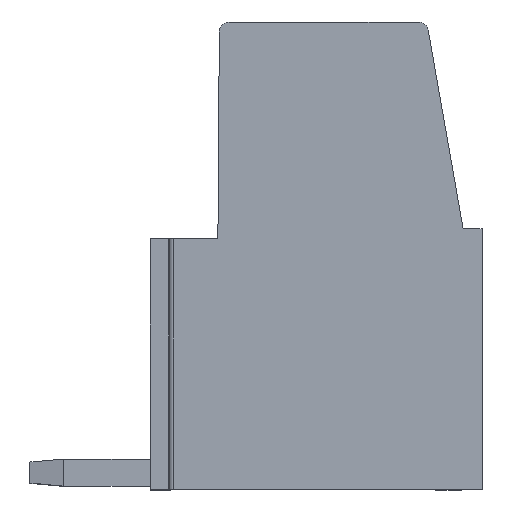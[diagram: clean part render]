
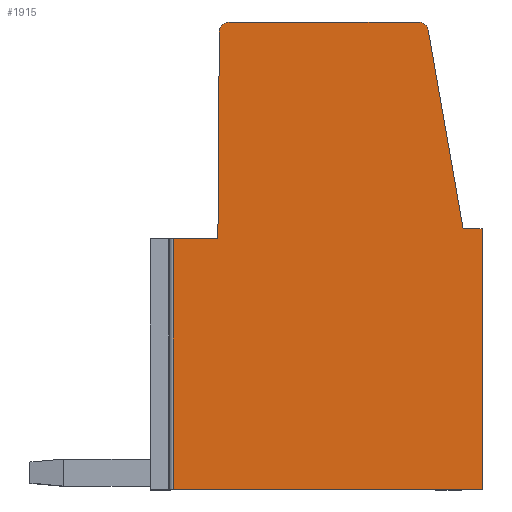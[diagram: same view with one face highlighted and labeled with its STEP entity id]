
A CAD part, top view. The second image highlights one B-rep face of the part: STEP entity #1915.
In plain terms, the highlighted planar face has unit normal (0, 0, 1).
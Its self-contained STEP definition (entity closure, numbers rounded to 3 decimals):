
#427=DIRECTION('',(0.,1.,0.));
#428=VECTOR('',#427,7.4);
#429=CARTESIAN_POINT('',(-4.225,-7.4,2.5));
#430=LINE('',#429,#428);
#431=DIRECTION('',(-1.,0.,0.));
#432=VECTOR('',#431,1.325);
#433=CARTESIAN_POINT('',(-2.9,0.,2.5));
#434=LINE('',#433,#432);
#435=DIRECTION('',(-0.007,-1.,0.));
#436=VECTOR('',#435,6.1);
#437=CARTESIAN_POINT('',(-2.859,6.1,2.5));
#438=LINE('',#437,#436);
#439=CARTESIAN_POINT('',(-2.557,6.098,2.5));
#440=DIRECTION('',(0.,0.,1.));
#441=DIRECTION('',(0.,1.,0.));
#442=AXIS2_PLACEMENT_3D('',#439,#440,#441);
#444=DIRECTION('',(-1.,0.,0.));
#445=VECTOR('',#444,5.57);
#446=CARTESIAN_POINT('',(3.013,6.4,2.5));
#447=LINE('',#446,#445);
#448=CARTESIAN_POINT('',(3.013,6.098,2.5));
#449=DIRECTION('',(0.,0.,1.));
#450=DIRECTION('',(0.985,0.173,0.));
#451=AXIS2_PLACEMENT_3D('',#448,#449,#450);
#453=DIRECTION('',(-0.173,0.985,0.));
#454=VECTOR('',#453,5.94);
#455=CARTESIAN_POINT('',(4.34,0.3,2.5));
#456=LINE('',#455,#454);
#457=DIRECTION('',(-1.,0.,0.));
#458=VECTOR('',#457,0.56);
#459=CARTESIAN_POINT('',(4.9,0.3,2.5));
#460=LINE('',#459,#458);
#461=DIRECTION('',(0.,1.,0.));
#462=VECTOR('',#461,7.7);
#463=CARTESIAN_POINT('',(4.9,-7.4,2.5));
#464=LINE('',#463,#462);
#465=DIRECTION('',(1.,0.,0.));
#466=VECTOR('',#465,9.125);
#467=CARTESIAN_POINT('',(-4.225,-7.4,2.5));
#468=LINE('',#467,#466);
#1073=CARTESIAN_POINT('',(4.9,-7.4,2.5));
#1074=CARTESIAN_POINT('',(4.9,0.3,2.5));
#1075=VERTEX_POINT('',#1073);
#1076=VERTEX_POINT('',#1074);
#1077=CARTESIAN_POINT('',(4.34,0.3,2.5));
#1078=VERTEX_POINT('',#1077);
#1079=CARTESIAN_POINT('',(3.311,6.15,2.5));
#1080=VERTEX_POINT('',#1079);
#1081=CARTESIAN_POINT('',(3.013,6.4,2.5));
#1082=VERTEX_POINT('',#1081);
#1083=CARTESIAN_POINT('',(-2.557,6.4,2.5));
#1084=VERTEX_POINT('',#1083);
#1085=CARTESIAN_POINT('',(-2.859,6.1,2.5));
#1086=VERTEX_POINT('',#1085);
#1087=CARTESIAN_POINT('',(-2.9,0.,2.5));
#1088=VERTEX_POINT('',#1087);
#1133=CARTESIAN_POINT('',(-4.225,-7.4,2.5));
#1134=CARTESIAN_POINT('',(-4.225,0.,2.5));
#1135=VERTEX_POINT('',#1133);
#1136=VERTEX_POINT('',#1134);
#1891=CARTESIAN_POINT('',(0.,0.,2.5));
#1892=DIRECTION('',(0.,0.,1.));
#1893=DIRECTION('',(1.,0.,0.));
#1894=AXIS2_PLACEMENT_3D('',#1891,#1892,#1893);
#1895=PLANE('',#1894);
#1896=ORIENTED_EDGE('',*,*,#1883,.T.);
#1897=ORIENTED_EDGE('',*,*,#1434,.F.);
#1899=ORIENTED_EDGE('',*,*,#1898,.F.);
#1901=ORIENTED_EDGE('',*,*,#1900,.F.);
#1903=ORIENTED_EDGE('',*,*,#1902,.F.);
#1905=ORIENTED_EDGE('',*,*,#1904,.F.);
#1907=ORIENTED_EDGE('',*,*,#1906,.F.);
#1909=ORIENTED_EDGE('',*,*,#1908,.F.);
#1911=ORIENTED_EDGE('',*,*,#1910,.F.);
#1912=ORIENTED_EDGE('',*,*,#1492,.F.);
#1913=EDGE_LOOP('',(#1896,#1897,#1899,#1901,#1903,#1905,#1907,#1909,#1911,
#1912));
#1914=FACE_OUTER_BOUND('',#1913,.F.);
#443=CIRCLE('',#442,0.302);
#452=CIRCLE('',#451,0.302);
#1434=EDGE_CURVE('',#1088,#1136,#434,.T.);
#1492=EDGE_CURVE('',#1135,#1075,#468,.T.);
#1883=EDGE_CURVE('',#1135,#1136,#430,.T.);
#1898=EDGE_CURVE('',#1086,#1088,#438,.T.);
#1900=EDGE_CURVE('',#1084,#1086,#443,.T.);
#1902=EDGE_CURVE('',#1082,#1084,#447,.T.);
#1904=EDGE_CURVE('',#1080,#1082,#452,.T.);
#1906=EDGE_CURVE('',#1078,#1080,#456,.T.);
#1908=EDGE_CURVE('',#1076,#1078,#460,.T.);
#1910=EDGE_CURVE('',#1075,#1076,#464,.T.);
#1915=ADVANCED_FACE('',(#1914),#1895,.T.);
